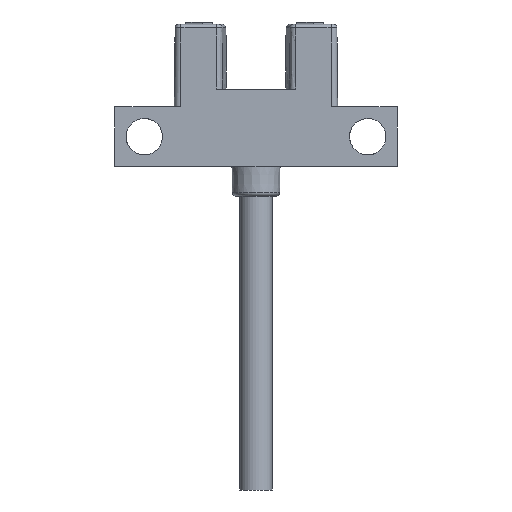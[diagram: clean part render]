
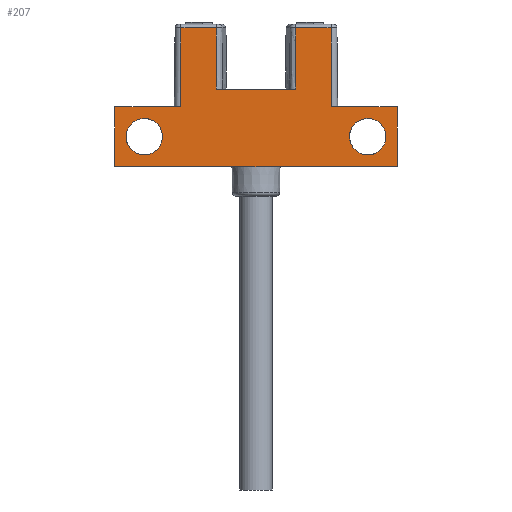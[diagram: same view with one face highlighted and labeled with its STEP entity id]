
A CAD part, left-side view. The second image highlights one B-rep face of the part: STEP entity #207.
In plain terms, the highlighted planar face has unit normal (-1, 0, 0.009).
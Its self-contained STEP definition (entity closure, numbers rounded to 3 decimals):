
#75=FACE_BOUND('',#397,.T.);
#76=FACE_BOUND('',#398,.T.);
#77=FACE_BOUND('',#399,.T.);
#178=ELLIPSE('',#1398,1532.255,10.697);
#179=ELLIPSE('',#1399,1532.255,10.697);
#180=ELLIPSE('',#1400,1.55,1.55);
#181=ELLIPSE('',#1401,1.55,1.55);
#207=ADVANCED_FACE('',(#75,#76,#77),#281,.T.);
#281=PLANE('',#1402);
#397=EDGE_LOOP('',(#571,#572,#573,#574,#575,#576,#577,#578,#579,#580,#581,
#582));
#398=EDGE_LOOP('',(#583));
#399=EDGE_LOOP('',(#584));
#571=ORIENTED_EDGE('',*,*,#1040,.T.);
#572=ORIENTED_EDGE('',*,*,#1041,.T.);
#573=ORIENTED_EDGE('',*,*,#1042,.T.);
#574=ORIENTED_EDGE('',*,*,#1043,.F.);
#575=ORIENTED_EDGE('',*,*,#1044,.T.);
#576=ORIENTED_EDGE('',*,*,#1045,.F.);
#577=ORIENTED_EDGE('',*,*,#1046,.F.);
#578=ORIENTED_EDGE('',*,*,#1047,.F.);
#579=ORIENTED_EDGE('',*,*,#1048,.T.);
#580=ORIENTED_EDGE('',*,*,#1049,.T.);
#581=ORIENTED_EDGE('',*,*,#1050,.T.);
#582=ORIENTED_EDGE('',*,*,#1019,.F.);
#583=ORIENTED_EDGE('',*,*,#1051,.T.);
#584=ORIENTED_EDGE('',*,*,#1052,.T.);
#886=VERTEX_POINT('',#2015);
#887=VERTEX_POINT('',#2017);
#903=VERTEX_POINT('',#2084);
#904=VERTEX_POINT('',#2086);
#905=VERTEX_POINT('',#2088);
#906=VERTEX_POINT('',#2090);
#907=VERTEX_POINT('',#2092);
#908=VERTEX_POINT('',#2094);
#909=VERTEX_POINT('',#2096);
#910=VERTEX_POINT('',#2098);
#911=VERTEX_POINT('',#2100);
#912=VERTEX_POINT('',#2102);
#913=VERTEX_POINT('',#2105);
#914=VERTEX_POINT('',#2107);
#1019=EDGE_CURVE('',#886,#887,#1179,.T.);
#1040=EDGE_CURVE('',#886,#903,#178,.T.);
#1041=EDGE_CURVE('',#903,#904,#1190,.T.);
#1042=EDGE_CURVE('',#904,#905,#1191,.T.);
#1043=EDGE_CURVE('',#906,#905,#1192,.T.);
#1044=EDGE_CURVE('',#906,#907,#1193,.T.);
#1045=EDGE_CURVE('',#908,#907,#1194,.T.);
#1046=EDGE_CURVE('',#909,#908,#1195,.T.);
#1047=EDGE_CURVE('',#910,#909,#1196,.T.);
#1048=EDGE_CURVE('',#910,#911,#1197,.T.);
#1049=EDGE_CURVE('',#911,#912,#1198,.T.);
#1050=EDGE_CURVE('',#912,#887,#179,.T.);
#1051=EDGE_CURVE('',#913,#913,#180,.T.);
#1052=EDGE_CURVE('',#914,#914,#181,.T.);
#1179=LINE('',#2016,#1279);
#1190=LINE('',#2085,#1290);
#1191=LINE('',#2087,#1291);
#1192=LINE('',#2089,#1292);
#1193=LINE('',#2091,#1293);
#1194=LINE('',#2093,#1294);
#1195=LINE('',#2095,#1295);
#1196=LINE('',#2097,#1296);
#1197=LINE('',#2099,#1297);
#1198=LINE('',#2101,#1298);
#1279=VECTOR('',#1585,1.);
#1290=VECTOR('',#1620,1.);
#1291=VECTOR('',#1621,1.);
#1292=VECTOR('',#1622,1.);
#1293=VECTOR('',#1623,1.);
#1294=VECTOR('',#1624,1.);
#1295=VECTOR('',#1625,1.);
#1296=VECTOR('',#1626,1.);
#1297=VECTOR('',#1627,1.);
#1298=VECTOR('',#1628,1.);
#1398=AXIS2_PLACEMENT_3D('',#2083,#1618,#1619);
#1399=AXIS2_PLACEMENT_3D('',#2103,#1629,#1630);
#1400=AXIS2_PLACEMENT_3D('',#2104,#1631,#1632);
#1401=AXIS2_PLACEMENT_3D('',#2106,#1633,#1634);
#1402=AXIS2_PLACEMENT_3D('',#2108,#1635,#1636);
#1585=DIRECTION('',(0.,-1.,0.));
#1618=DIRECTION('',(-1.,0.,0.009));
#1619=DIRECTION('',(-0.009,0.,-1.));
#1620=DIRECTION('',(0.,1.,0.));
#1621=DIRECTION('',(-0.009,0.009,-1.));
#1622=DIRECTION('',(0.,-1.,0.));
#1623=DIRECTION('',(-0.009,0.,-1.));
#1624=DIRECTION('',(0.,1.,0.));
#1625=DIRECTION('',(-0.009,0.,-1.));
#1626=DIRECTION('',(0.,-1.,0.));
#1627=DIRECTION('',(0.009,0.009,1.));
#1628=DIRECTION('',(0.,1.,0.));
#1629=DIRECTION('',(-1.,0.,0.009));
#1630=DIRECTION('',(-0.009,0.,-1.));
#1631=DIRECTION('',(1.,0.,-0.009));
#1632=DIRECTION('',(0.009,0.,1.));
#1633=DIRECTION('',(1.,0.,-0.009));
#1634=DIRECTION('',(0.009,0.,1.));
#1635=DIRECTION('',(-1.,0.,0.009));
#1636=DIRECTION('',(-0.009,0.,-1.));
#2015=CARTESIAN_POINT('',(152.59,38.183,10.423));
#2016=CARTESIAN_POINT('',(152.59,-58.792,10.423));
#2017=CARTESIAN_POINT('',(152.59,31.457,10.423));
#2083=CARTESIAN_POINT('',(147.188,47.968,-608.505));
#2084=CARTESIAN_POINT('',(152.635,38.199,15.626));
#2085=CARTESIAN_POINT('',(152.635,34.82,15.626));
#2086=CARTESIAN_POINT('',(152.635,41.201,15.626));
#2087=CARTESIAN_POINT('',(152.577,41.259,8.919));
#2088=CARTESIAN_POINT('',(152.577,41.259,8.923));
#2089=CARTESIAN_POINT('',(152.577,-58.792,8.923));
#2090=CARTESIAN_POINT('',(152.577,46.82,8.923));
#2091=CARTESIAN_POINT('',(152.681,46.82,20.938));
#2092=CARTESIAN_POINT('',(152.532,46.82,3.823));
#2093=CARTESIAN_POINT('',(152.532,34.82,3.823));
#2094=CARTESIAN_POINT('',(152.532,22.82,3.823));
#2095=CARTESIAN_POINT('',(152.681,22.82,20.938));
#2096=CARTESIAN_POINT('',(152.577,22.82,8.923));
#2097=CARTESIAN_POINT('',(152.577,-58.792,8.923));
#2098=CARTESIAN_POINT('',(152.577,28.38,8.923));
#2099=CARTESIAN_POINT('',(152.638,28.441,15.919));
#2100=CARTESIAN_POINT('',(152.635,28.439,15.626));
#2101=CARTESIAN_POINT('',(152.635,34.82,15.626));
#2102=CARTESIAN_POINT('',(152.635,31.441,15.626));
#2103=CARTESIAN_POINT('',(147.188,21.671,-608.505));
#2104=CARTESIAN_POINT('',(152.554,25.32,6.373));
#2105=CARTESIAN_POINT('',(152.568,25.32,7.923));
#2106=CARTESIAN_POINT('',(152.554,44.32,6.373));
#2107=CARTESIAN_POINT('',(152.568,44.32,7.923));
#2108=CARTESIAN_POINT('',(152.559,34.82,6.924));
